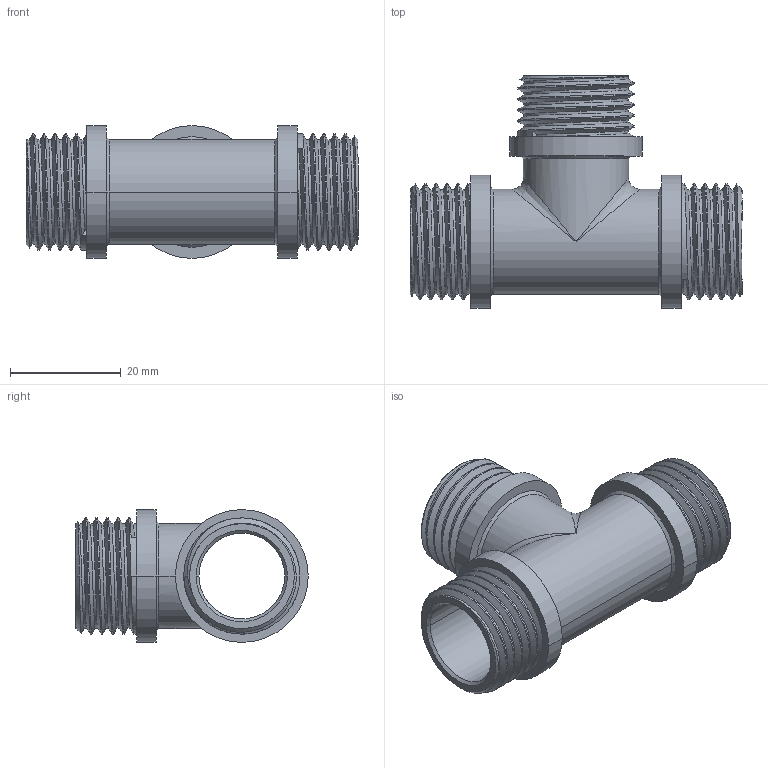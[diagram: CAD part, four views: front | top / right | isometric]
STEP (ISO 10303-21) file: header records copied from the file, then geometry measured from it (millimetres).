
FILE_DESCRIPTION (( 'STEP AP203' ), '1' );
FILE_NAME ('VTr.131.STEP', '2018-05-29T05:54:55', ( 'User' ), ( '' ), 'SwSTEP 2.0', 'SolidWorks 2017', '' );
FILE_SCHEMA (( 'CONFIG_CONTROL_DESIGN' ));
Length unit declared in the file: millimetre
Products named in the file (1): VTr.131
Bounding box: 60 x 42 x 24 mm (x, y, z)
Volume: 10095.6 mm3; surface area: 11099.6 mm2
Topology: 1 solids, 1 shells, 95 faces, 248 edges, 156 vertices
Faces by surface type: cylinder 48, cone 21, bspline 14, plane 12
Entity records: 7384 total; most frequent: CARTESIAN_POINT 5340, ORIENTED_EDGE 488, DIRECTION 341, EDGE_CURVE 244, VERTEX_POINT 156, AXIS2_PLACEMENT_3D 138, EDGE_LOOP 104, FACE_OUTER_BOUND 95
